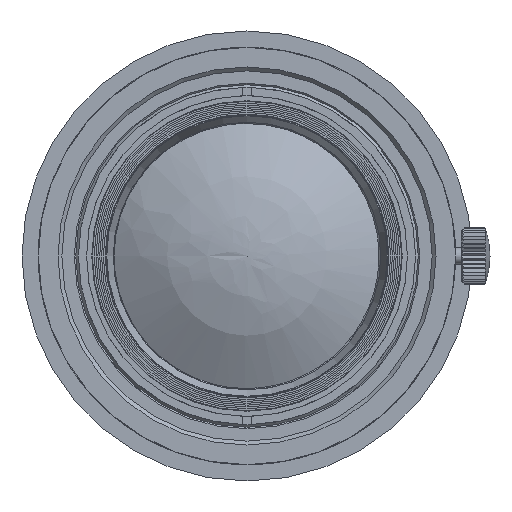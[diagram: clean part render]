
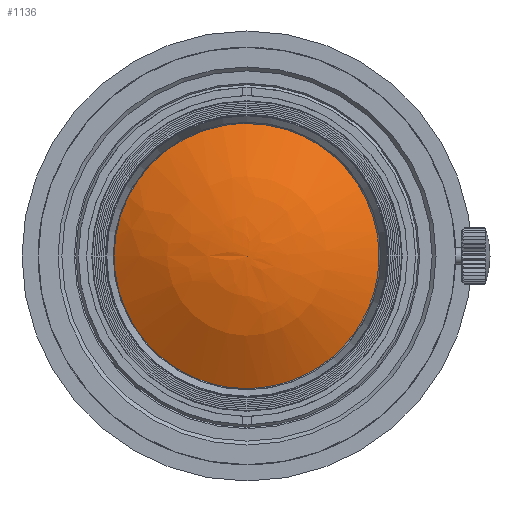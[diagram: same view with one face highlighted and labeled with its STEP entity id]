
A CAD part, left-side view. The second image highlights one B-rep face of the part: STEP entity #1136.
In plain terms, the highlighted face is a revolution surface.
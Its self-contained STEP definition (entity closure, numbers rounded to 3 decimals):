
#111=SURFACE_OF_REVOLUTION('',#1632,#113);
#113=AXIS1_PLACEMENT('',#12427,#10009);
#155=VERTEX_LOOP('',#6313);
#1136=ADVANCED_FACE('',(#2618,#2619),#111,.F.);
#1631=B_SPLINE_CURVE_WITH_KNOTS('',3,(#12397,#12398,#12399,#12400,#12401,
#12402,#12403,#12404,#12405,#12406,#12407,#12408,#12409,#12410,#12411,#12412,
#12413,#12414,#12415,#12416,#12417,#12418),.UNSPECIFIED.,.T.,.F.,(2,2,2,
2,2,2,2,2,2,2,2,2,2),(-0.125,0.,0.063,0.125,0.25,0.313,0.375,0.5,0.625,
0.75,0.875,1.,1.063),.UNSPECIFIED.);
#1632=B_SPLINE_CURVE_WITH_KNOTS('',3,(#12422,#12423,#12424,#12425,#12426),
 .UNSPECIFIED.,.F.,.F.,(4,1,4),(0.,0.527,1.),.UNSPECIFIED.);
#2618=FACE_BOUND('',#155,.T.);
#2619=FACE_BOUND('',#3139,.T.);
#3139=EDGE_LOOP('',(#4325));
#4325=ORIENTED_EDGE('',*,*,#7577,.F.);
#6312=VERTEX_POINT('',#12419);
#6313=VERTEX_POINT('',#12421);
#7577=EDGE_CURVE('',#6312,#6312,#1631,.T.);
#10009=DIRECTION('',(-1.,0.,0.));
#12397=CARTESIAN_POINT('',(-116.529,4.374,16.185));
#12398=CARTESIAN_POINT('',(-116.543,-2.046,16.2));
#12399=CARTESIAN_POINT('',(-116.548,-4.147,15.783));
#12400=CARTESIAN_POINT('',(-116.556,-8.073,14.167));
#12401=CARTESIAN_POINT('',(-116.56,-9.872,12.968));
#12402=CARTESIAN_POINT('',(-116.57,-14.364,8.495));
#12403=CARTESIAN_POINT('',(-116.574,-16.126,4.27));
#12404=CARTESIAN_POINT('',(-116.574,-16.144,-2.067));
#12405=CARTESIAN_POINT('',(-116.573,-15.73,-4.19));
#12406=CARTESIAN_POINT('',(-116.57,-14.118,-8.116));
#12407=CARTESIAN_POINT('',(-116.567,-12.934,-9.904));
#12408=CARTESIAN_POINT('',(-116.557,-8.412,-14.451));
#12409=CARTESIAN_POINT('',(-116.548,-4.213,-16.184));
#12410=CARTESIAN_POINT('',(-116.529,4.242,-16.206));
#12411=CARTESIAN_POINT('',(-116.52,8.475,-14.466));
#12412=CARTESIAN_POINT('',(-116.506,14.467,-8.512));
#12413=CARTESIAN_POINT('',(-116.502,16.238,-4.325));
#12414=CARTESIAN_POINT('',(-116.502,16.266,4.218));
#12415=CARTESIAN_POINT('',(-116.506,14.525,8.416));
#12416=CARTESIAN_POINT('',(-116.519,8.563,14.416));
#12417=CARTESIAN_POINT('',(-116.529,4.374,16.185));
#12418=CARTESIAN_POINT('',(-116.543,-2.046,16.2));
#12419=CARTESIAN_POINT('',(-116.538,0.094,16.195));
#12421=CARTESIAN_POINT('',(-121.224,0.,0.));
#12422=CARTESIAN_POINT('',(-121.224,0.,0.));
#12423=CARTESIAN_POINT('',(-121.224,2.871,0.));
#12424=CARTESIAN_POINT('',(-120.46,8.321,0.));
#12425=CARTESIAN_POINT('',(-118.096,13.77,0.));
#12426=CARTESIAN_POINT('',(-116.44,16.349,0.));
#12427=CARTESIAN_POINT('',(-121.224,0.,0.));
